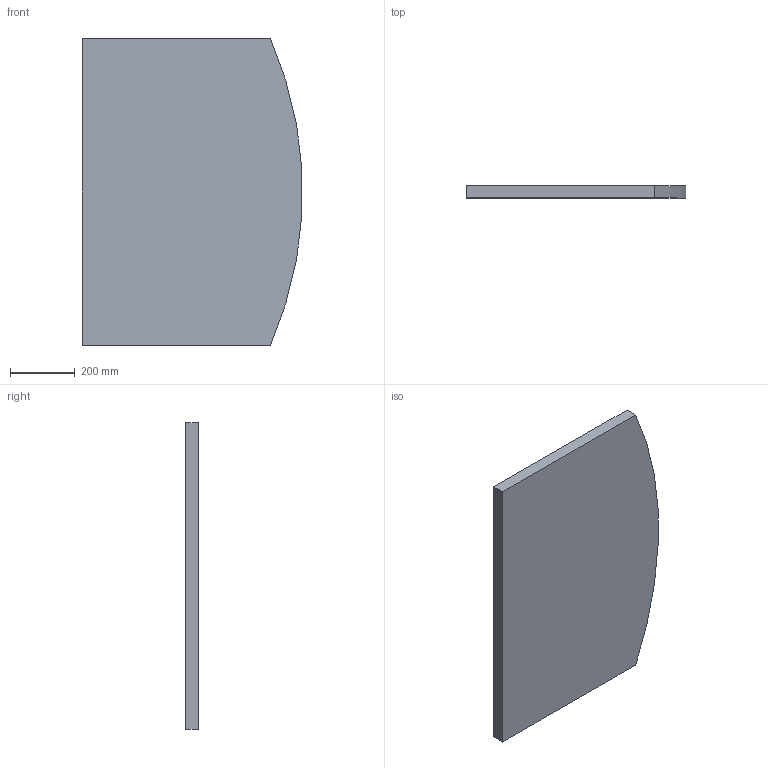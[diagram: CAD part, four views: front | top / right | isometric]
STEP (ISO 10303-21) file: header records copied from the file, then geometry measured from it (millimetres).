
FILE_DESCRIPTION(('CoCreate Modeling STEP Export'),'2;1');
FILE_NAME('b5.stp','2011-05-24T 9:10:16',(''),(''),'CoCreate Modeling STEP processor for AP214 (Solid Model)','CoCreate Modeling 18.0P1120 20-Nov-2010 (C) Parametric Technology GmbH','');
FILE_SCHEMA(('AUTOMOTIVE_DESIGN { 1 0 10303 214 1 1 1 1 }'));
Length unit declared in the file: millimetre
Products named in the file (4): 5093154-1740.PRT; 5093154-2070.ASM; PART_5093154.stp; p1
Assembly tree (2 placements, depth 3):
  PART_5093154.stp
    5093154-2070.ASM
      5093154-1740.PRT
  p1
Bounding box: 681.92 x 38.1 x 950 mm (x, y, z)
Volume: 23568813.4 mm3; surface area: 1355143 mm2
Topology: 1 solids, 1 shells, 6 faces, 12 edges, 8 vertices
Faces by surface type: plane 5, cylinder 1
Entity records: 241 total; most frequent: DIRECTION 32, CARTESIAN_POINT 29, ORIENTED_EDGE 24, EDGE_CURVE 12, DIMENSIONAL_EXPONENTS 12, AXIS2_PLACEMENT_3D 11, VECTOR 10, LINE 10
